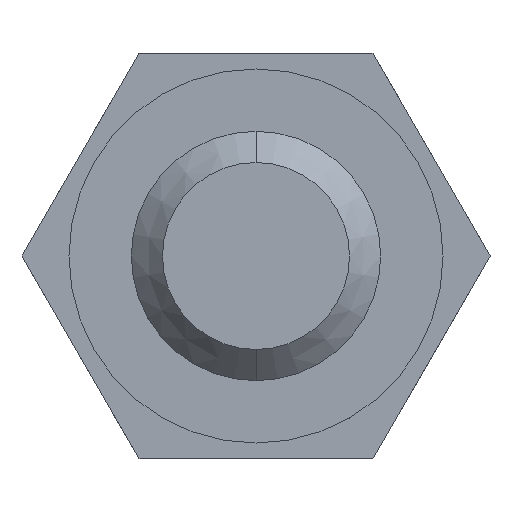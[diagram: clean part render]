
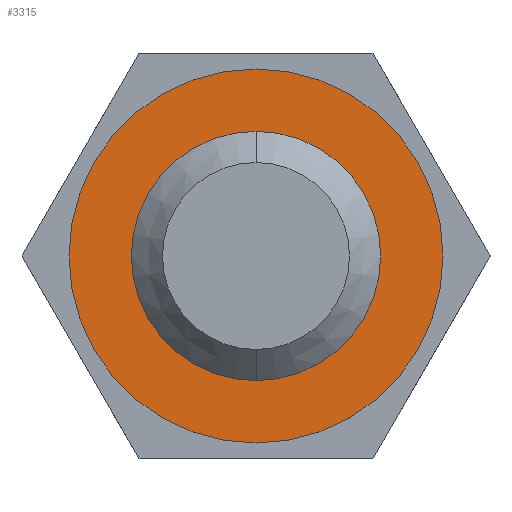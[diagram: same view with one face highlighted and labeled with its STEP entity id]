
A CAD part, front view. The second image highlights one B-rep face of the part: STEP entity #3315.
In plain terms, the highlighted planar face has unit normal (0, -1, 0).
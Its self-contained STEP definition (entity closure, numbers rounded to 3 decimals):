
#214 = CIRCLE ( 'NONE', #3358, 4. ) ;
#256 = DIRECTION ( 'NONE',  ( 0., 0., -1. ) ) ;
#265 = DIRECTION ( 'NONE',  ( 0., -1., 0. ) ) ;
#276 = CARTESIAN_POINT ( 'NONE',  ( 0., -0.2, 0. ) ) ;
#341 = CIRCLE ( 'NONE', #2815, 4. ) ;
#387 = EDGE_CURVE ( 'NONE', #2558, #3083, #214, .T. ) ;
#973 = CARTESIAN_POINT ( 'NONE',  ( 0., -0.2, 6. ) ) ;
#1057 = EDGE_CURVE ( 'NONE', #3083, #2558, #341, .T. ) ;
#1139 = CARTESIAN_POINT ( 'NONE',  ( 0., -0.2, 0. ) ) ;
#1213 = DIRECTION ( 'NONE',  ( 0., 0., -1. ) ) ;
#1392 = EDGE_LOOP ( 'NONE', ( #2973, #2865 ) ) ;
#1466 = DIRECTION ( 'NONE',  ( 0., 0., -1. ) ) ;
#1550 = EDGE_CURVE ( 'NONE', #3418, #4139, #1718, .T. ) ;
#1718 = CIRCLE ( 'NONE', #4040, 6. ) ;
#2070 = FACE_OUTER_BOUND ( 'NONE', #1392, .T. ) ;
#2174 = FACE_BOUND ( 'NONE', #2719, .T. ) ;
#2515 = CARTESIAN_POINT ( 'NONE',  ( 0., -0.2, 0. ) ) ;
#2558 = VERTEX_POINT ( 'NONE', #3081 ) ;
#2712 = CARTESIAN_POINT ( 'NONE',  ( 0., -0.2, -4. ) ) ;
#2719 = EDGE_LOOP ( 'NONE', ( #3834, #3182 ) ) ;
#2815 = AXIS2_PLACEMENT_3D ( 'NONE', #3472, #3458, #3455 ) ;
#2865 = ORIENTED_EDGE ( 'NONE', *, *, #3179, .T. ) ;
#2973 = ORIENTED_EDGE ( 'NONE', *, *, #1550, .T. ) ;
#3006 = AXIS2_PLACEMENT_3D ( 'NONE', #1139, #3442, #1466 ) ;
#3081 = CARTESIAN_POINT ( 'NONE',  ( 0., -0.2, 4. ) ) ;
#3083 = VERTEX_POINT ( 'NONE', #2712 ) ;
#3179 = EDGE_CURVE ( 'NONE', #4139, #3418, #4002, .T. ) ;
#3181 = DIRECTION ( 'NONE',  ( 0., -1., 0. ) ) ;
#3182 = ORIENTED_EDGE ( 'NONE', *, *, #1057, .F. ) ;
#3266 = DIRECTION ( 'NONE',  ( 0., 0., -1. ) ) ;
#3273 = DIRECTION ( 'NONE',  ( 0., -1., 0. ) ) ;
#3278 = CARTESIAN_POINT ( 'NONE',  ( 0., -0.2, 0. ) ) ;
#3315 = ADVANCED_FACE ( 'NONE', ( #2174, #2070 ), #3823, .T. ) ;
#3358 = AXIS2_PLACEMENT_3D ( 'NONE', #3278, #3273, #3266 ) ;
#3379 = CARTESIAN_POINT ( 'NONE',  ( 0., -0.2, -6. ) ) ;
#3418 = VERTEX_POINT ( 'NONE', #973 ) ;
#3442 = DIRECTION ( 'NONE',  ( 0., -1., 0. ) ) ;
#3455 = DIRECTION ( 'NONE',  ( 0., 0., -1. ) ) ;
#3458 = DIRECTION ( 'NONE',  ( 0., -1., 0. ) ) ;
#3472 = CARTESIAN_POINT ( 'NONE',  ( 0., -0.2, 0. ) ) ;
#3823 = PLANE ( 'NONE',  #4078 ) ;
#3834 = ORIENTED_EDGE ( 'NONE', *, *, #387, .F. ) ;
#4002 = CIRCLE ( 'NONE', #3006, 6. ) ;
#4040 = AXIS2_PLACEMENT_3D ( 'NONE', #276, #265, #256 ) ;
#4078 = AXIS2_PLACEMENT_3D ( 'NONE', #2515, #3181, #1213 ) ;
#4139 = VERTEX_POINT ( 'NONE', #3379 ) ;
